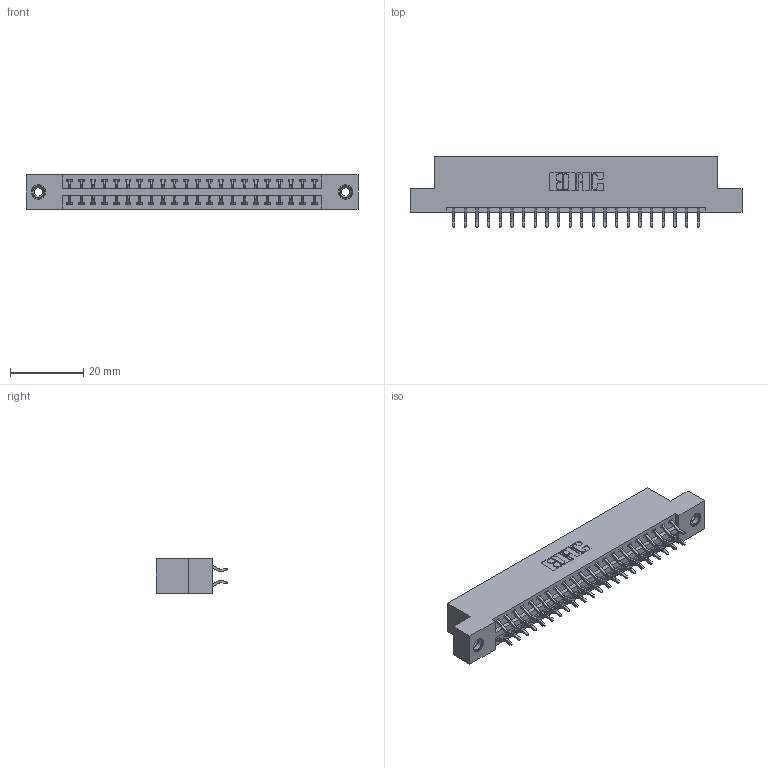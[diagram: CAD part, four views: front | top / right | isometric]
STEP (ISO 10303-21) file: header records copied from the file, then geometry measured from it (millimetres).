
FILE_DESCRIPTION (( 'STEP AP203' ), '1' );
FILE_NAME ('346-044-556-208.STEP', '2022-05-20T07:52:01', ( '' ), ( '' ), 'SwSTEP 2.0', 'SolidWorks 2020', '' );
FILE_SCHEMA (( 'CONFIG_CONTROL_DESIGN' ));
Length unit declared in the file: inch
Products named in the file (4): 346 Part_Flush Mounting Lugs - 0.156 Dia-TI; 346-044-556-208; 345-250-001_345-250-003-102; 345-292-001_556 Tail
Assembly tree (47 placements, depth 2):
  346-044-556-208
    346 Part_Flush Mounting Lugs - 0.156 Dia-TI
    345-292-001_556 Tail  x44
    345-250-001_345-250-003-102  x2
Bounding box: 90.42 x 19.57 x 9.4 mm (x, y, z)
Volume: 8653.9 mm3; surface area: 11560.1 mm2
Topology: 47 solids, 47 shells, 2734 faces, 8077 edges, 5318 vertices
Faces by surface type: plane 1824, cylinder 894, cone 12, torus 4
Entity records: 18456 total; most frequent: CARTESIAN_POINT 3067, ORIENTED_EDGE 2982, DIRECTION 2769, EDGE_CURVE 1491, VECTOR 1243, LINE 1243, VERTEX_POINT 988, AXIS2_PLACEMENT_3D 763
